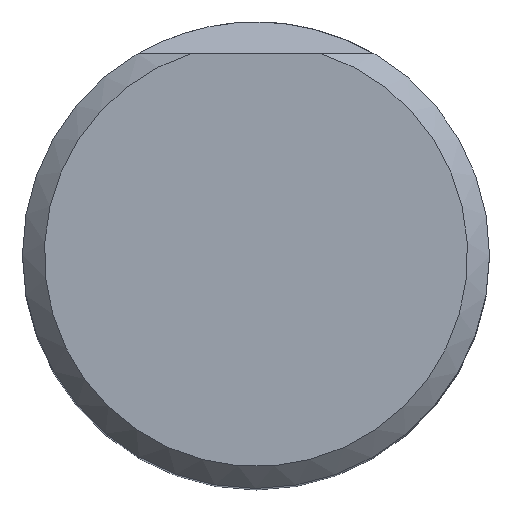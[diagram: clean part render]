
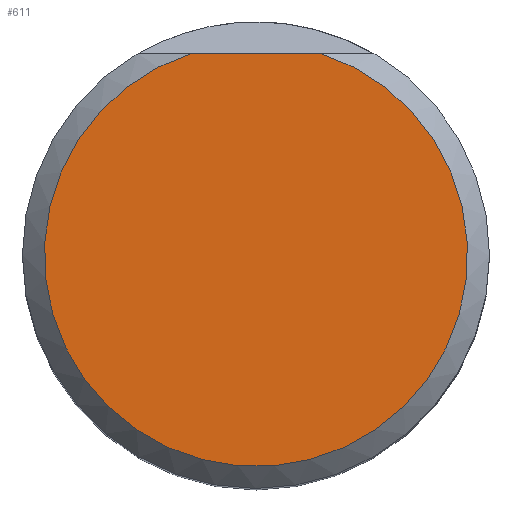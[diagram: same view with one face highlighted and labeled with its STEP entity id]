
A CAD part, top view. The second image highlights one B-rep face of the part: STEP entity #611.
In plain terms, the highlighted planar face has unit normal (0, 0, 1).
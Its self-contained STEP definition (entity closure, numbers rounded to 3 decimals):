
#270=FACE_OUTER_BOUND('',#1171,.T.);
#611=ADVANCED_FACE('',(#270),#818,.T.);
#818=PLANE('',#4124);
#952=CIRCLE('',#4123,14.496);
#1171=EDGE_LOOP('',(#1717,#1718));
#1717=ORIENTED_EDGE('',*,*,#3081,.F.);
#1718=ORIENTED_EDGE('',*,*,#3082,.T.);
#2692=VERTEX_POINT('',#5965);
#2693=VERTEX_POINT('',#5966);
#3081=EDGE_CURVE('',#2692,#2693,#3521,.T.);
#3082=EDGE_CURVE('',#2692,#2693,#952,.T.);
#3521=LINE('',#5964,#3707);
#3707=VECTOR('',#4712,1.);
#4123=AXIS2_PLACEMENT_3D('',#5967,#4713,#4714);
#4124=AXIS2_PLACEMENT_3D('',#5968,#4715,#4716);
#4712=DIRECTION('',(1.,0.,0.));
#4713=DIRECTION('',(0.,0.,1.));
#4714=DIRECTION('',(1.,0.,0.));
#4715=DIRECTION('',(0.,0.,1.));
#4716=DIRECTION('',(1.,0.,0.));
#5964=CARTESIAN_POINT('',(0.,13.804,0.));
#5965=CARTESIAN_POINT('',(-4.425,13.804,0.));
#5966=CARTESIAN_POINT('',(4.425,13.804,0.));
#5967=CARTESIAN_POINT('',(0.,0.,0.));
#5968=CARTESIAN_POINT('',(0.,0.,0.));
